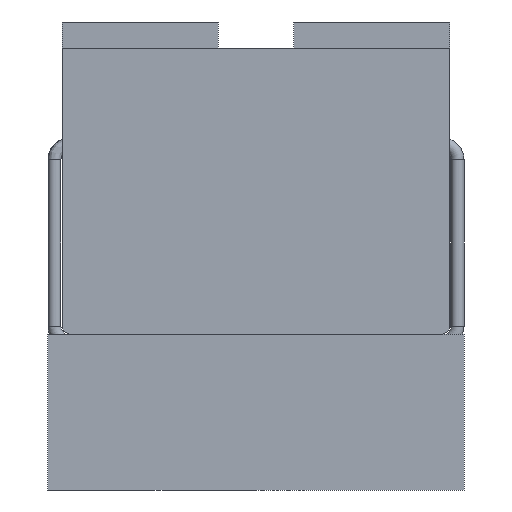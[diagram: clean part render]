
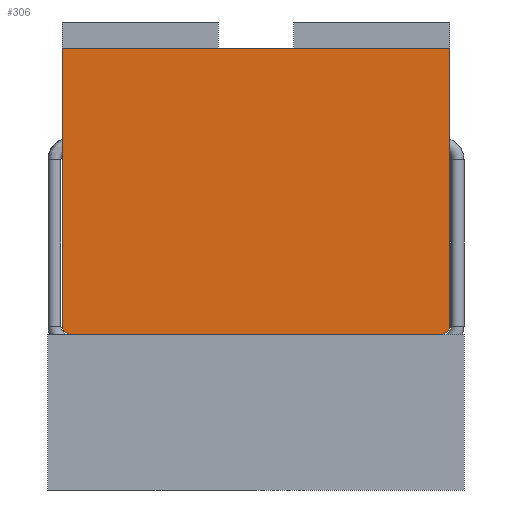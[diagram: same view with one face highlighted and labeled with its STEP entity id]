
A CAD part, left-side view. The second image highlights one B-rep face of the part: STEP entity #306.
In plain terms, the highlighted planar face has unit normal (-1, 0, 0).
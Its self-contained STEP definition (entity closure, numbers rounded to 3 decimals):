
#306 = ADVANCED_FACE( '', ( #638 ), #639, .F. );
#638 = FACE_OUTER_BOUND( '', #1310, .T. );
#639 = PLANE( '', #1311 );
#1310 = EDGE_LOOP( '', ( #2841, #2842, #2843, #2844, #2845, #2846 ) );
#1311 = AXIS2_PLACEMENT_3D( '', #2847, #2848, #2849 );
#2841 = ORIENTED_EDGE( '', *, *, #3539, .T. );
#2842 = ORIENTED_EDGE( '', *, *, #3540, .T. );
#2843 = ORIENTED_EDGE( '', *, *, #3541, .F. );
#2844 = ORIENTED_EDGE( '', *, *, #3542, .F. );
#2845 = ORIENTED_EDGE( '', *, *, #3543, .T. );
#2846 = ORIENTED_EDGE( '', *, *, #3544, .T. );
#2847 = CARTESIAN_POINT( '', ( -1.6, 0.745, 0.7 ) );
#2848 = DIRECTION( '', ( 1., 0., 0. ) );
#2849 = DIRECTION( '', ( 0., 0., -1. ) );
#3539 = EDGE_CURVE( '', #3848, #3849, #3850, .T. );
#3540 = EDGE_CURVE( '', #3849, #3851, #3852, .F. );
#3541 = EDGE_CURVE( '', #3853, #3851, #3854, .T. );
#3542 = EDGE_CURVE( '', #3855, #3853, #3856, .T. );
#3543 = EDGE_CURVE( '', #3855, #3857, #3858, .T. );
#3544 = EDGE_CURVE( '', #3857, #3848, #3859, .F. );
#3848 = VERTEX_POINT( '', #4263 );
#3849 = VERTEX_POINT( '', #4264 );
#3850 = LINE( '', #4265, #4266 );
#3851 = VERTEX_POINT( '', #4267 );
#3852 = CIRCLE( '', #4268, 0.03 );
#3853 = VERTEX_POINT( '', #4269 );
#3854 = LINE( '', #4270, #4271 );
#3855 = VERTEX_POINT( '', #4272 );
#3856 = LINE( '', #4273, #4274 );
#3857 = VERTEX_POINT( '', #4275 );
#3858 = LINE( '', #4276, #4277 );
#3859 = CIRCLE( '', #4278, 0.03 );
#4263 = CARTESIAN_POINT( '', ( -1.6, 0.715, 0. ) );
#4264 = CARTESIAN_POINT( '', ( -1.6, -0.715, 0. ) );
#4265 = CARTESIAN_POINT( '', ( -1.6, 0.745, 0. ) );
#4266 = VECTOR( '', #4706, 1000. );
#4267 = CARTESIAN_POINT( '', ( -1.6, -0.745, 0.03 ) );
#4268 = AXIS2_PLACEMENT_3D( '', #4707, #4708, #4709 );
#4269 = CARTESIAN_POINT( '', ( -1.6, -0.745, 1.1 ) );
#4270 = CARTESIAN_POINT( '', ( -1.6, -0.745, 0.7 ) );
#4271 = VECTOR( '', #4710, 1000. );
#4272 = CARTESIAN_POINT( '', ( -1.6, 0.745, 1.1 ) );
#4273 = CARTESIAN_POINT( '', ( -1.6, 0.745, 1.1 ) );
#4274 = VECTOR( '', #4711, 1000. );
#4275 = CARTESIAN_POINT( '', ( -1.6, 0.745, 0.03 ) );
#4276 = CARTESIAN_POINT( '', ( -1.6, 0.745, 0.7 ) );
#4277 = VECTOR( '', #4712, 1000. );
#4278 = AXIS2_PLACEMENT_3D( '', #4713, #4714, #4715 );
#4706 = DIRECTION( '', ( 0., -1., 0. ) );
#4707 = CARTESIAN_POINT( '', ( -1.6, -0.715, 0.03 ) );
#4708 = DIRECTION( '', ( 1., 0., 0. ) );
#4709 = DIRECTION( '', ( 0., 0., -1. ) );
#4710 = DIRECTION( '', ( 0., 0., -1. ) );
#4711 = DIRECTION( '', ( 0., -1., 0. ) );
#4712 = DIRECTION( '', ( 0., 0., -1. ) );
#4713 = CARTESIAN_POINT( '', ( -1.6, 0.715, 0.03 ) );
#4714 = DIRECTION( '', ( 1., 0., 0. ) );
#4715 = DIRECTION( '', ( 0., 0., -1. ) );
